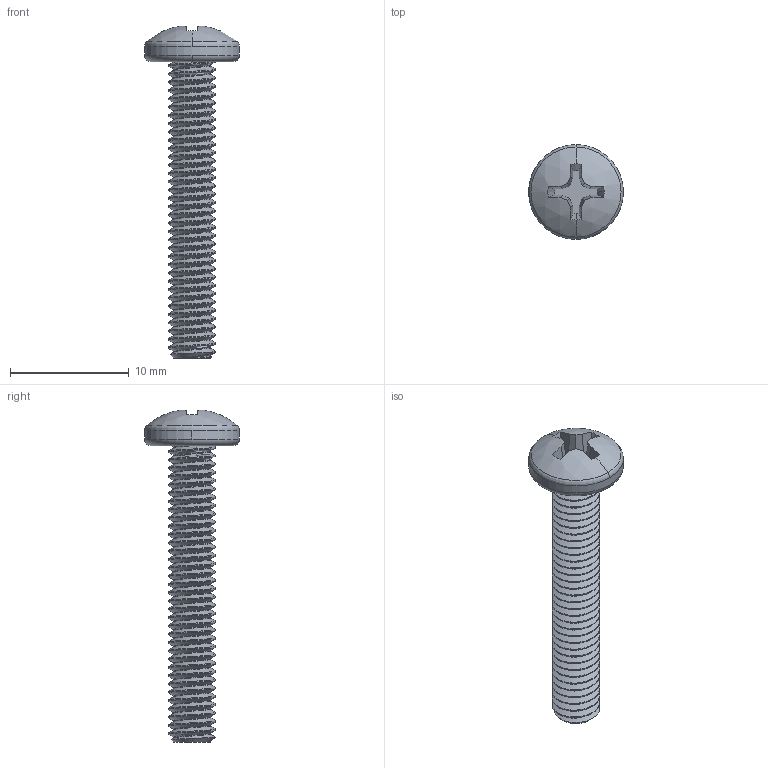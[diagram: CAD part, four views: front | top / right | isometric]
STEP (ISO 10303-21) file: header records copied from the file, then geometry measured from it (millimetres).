
FILE_DESCRIPTION (( 'STEP AP203' ), '1' );
FILE_NAME ('90116A221.step', '2012-05-22T21:25:12', ( 'Admin' ), ( 'Microsoft' ), 'SwSTEP 2.0', 'SolidWorks 2012', '' );
FILE_SCHEMA (( 'CONFIG_CONTROL_DESIGN' ));
Length unit declared in the file: millimetre
Products named in the file (1): 90116A221
Bounding box: 8 x 8 x 28.01 mm (x, y, z)
Volume: 348.9 mm3; surface area: 655.3 mm2
Topology: 1 solids, 1 shells, 219 faces, 643 edges, 427 vertices
Faces by surface type: cylinder 182, plane 19, cone 9, torus 4, bspline 3, sphere 2
Entity records: 10187 total; most frequent: CARTESIAN_POINT 5346, ORIENTED_EDGE 1286, DIRECTION 759, EDGE_CURVE 643, VERTEX_POINT 427, AXIS2_PLACEMENT_3D 273, EDGE_LOOP 220, FACE_OUTER_BOUND 219
